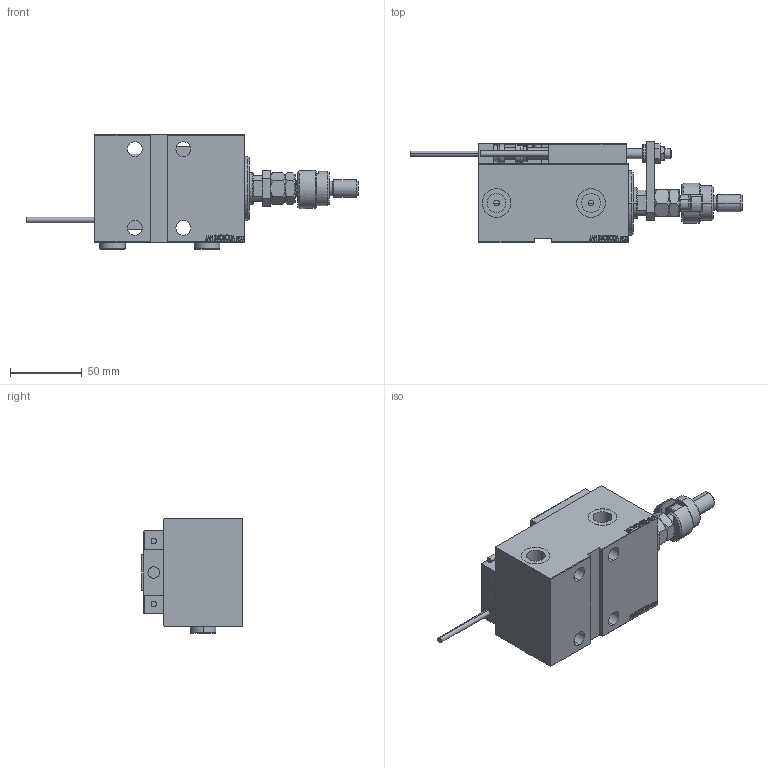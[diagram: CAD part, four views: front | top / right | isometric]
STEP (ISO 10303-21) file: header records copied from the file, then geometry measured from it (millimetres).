
FILE_DESCRIPTION (( 'STEP AP203' ), '1' );
FILE_NAME ('673e.STEP', '2024-02-13T03:30:33', ( '' ), ( '' ), 'SwSTEP 2.0', 'SolidWorks 2019', '' );
FILE_SCHEMA (( 'CONFIG_CONTROL_DESIGN' ));
Length unit declared in the file: millimetre
Products named in the file (20): SWITCH X a32b3b7cde05bee7a282f7d9b6f019f8; Block a32b3b7cde05bee7a282f7d9b6f019f8; TYC_L79 a32b3b7cde05bee7a282f7d9b6f019f8; KONCOVKA a32b3b7cde05bee7a282f7d9b6f019f8; SWITCH_X_FRONT_BACK a32b3b7cde05bee7a282f7d9b6f019f8; V450CM_VC_B a32b3b7cde05bee7a282f7d9b6f019f8; NUT_D10 a32b3b7cde05bee7a282f7d9b6f019f8; SWITCH DIM B,W a32b3b7cde05bee7a282f7d9b6f019f8; V450CM_E_VCP a32b3b7cde05bee7a282f7d9b6f019f8; ZARAZKA a32b3b7cde05bee7a282f7d9b6f019f8; V450CM_E_Body a32b3b7cde05bee7a282f7d9b6f019f8; NUT_D12 a32b3b7cde05bee7a282f7d9b6f019f8; MFA a32b3b7cde05bee7a282f7d9b6f019f8; ALLEN BOLT D8 a32b3b7cde05bee7a282f7d9b6f019f8; 673e; Zatka_OIL_PORT a32b3b7cde05bee7a282f7d9b6f019f8; MAGNET a32b3b7cde05bee7a282f7d9b6f019f8; FEMALE_PART_FOR_DFA a32b3b7cde05bee7a282f7d9b6f019f8; X_Y_DFA a32b3b7cde05bee7a282f7d9b6f019f8; ALLEN BOLT D5 a32b3b7cde05bee7a282f7d9b6f019f8
Assembly tree (30 placements, depth 3):
  673e
    V450CM_E_Body a32b3b7cde05bee7a282f7d9b6f019f8
    V450CM_E_VCP a32b3b7cde05bee7a282f7d9b6f019f8
    V450CM_VC_B a32b3b7cde05bee7a282f7d9b6f019f8
    SWITCH X a32b3b7cde05bee7a282f7d9b6f019f8
      SWITCH_X_FRONT_BACK a32b3b7cde05bee7a282f7d9b6f019f8  x2
      TYC_L79 a32b3b7cde05bee7a282f7d9b6f019f8
      Block a32b3b7cde05bee7a282f7d9b6f019f8  x2
      ALLEN BOLT D5 a32b3b7cde05bee7a282f7d9b6f019f8  x4
      ALLEN BOLT D8 a32b3b7cde05bee7a282f7d9b6f019f8  x4
      MAGNET a32b3b7cde05bee7a282f7d9b6f019f8  x2
      KONCOVKA a32b3b7cde05bee7a282f7d9b6f019f8  x2
    SWITCH DIM B,W a32b3b7cde05bee7a282f7d9b6f019f8
    ZARAZKA a32b3b7cde05bee7a282f7d9b6f019f8
    NUT_D10 a32b3b7cde05bee7a282f7d9b6f019f8
    NUT_D12 a32b3b7cde05bee7a282f7d9b6f019f8
    X_Y_DFA a32b3b7cde05bee7a282f7d9b6f019f8
      FEMALE_PART_FOR_DFA a32b3b7cde05bee7a282f7d9b6f019f8
      MFA a32b3b7cde05bee7a282f7d9b6f019f8
    Zatka_OIL_PORT a32b3b7cde05bee7a282f7d9b6f019f8  x2
Bounding box: 232 x 70.5 x 79.9 mm (x, y, z)
Volume: 452738.4 mm3; surface area: 106553.6 mm2
Topology: 28 solids, 28 shells, 1431 faces, 3394 edges, 2154 vertices
Faces by surface type: plane 633, bspline 380, cylinder 209, cone 157, torus 48, sphere 4
Entity records: 54013 total; most frequent: CARTESIAN_POINT 26394, ORIENTED_EDGE 5728, DIRECTION 4043, EDGE_CURVE 2864, VERTEX_POINT 1854, LINE 1613, VECTOR 1613, EDGE_LOOP 1330
